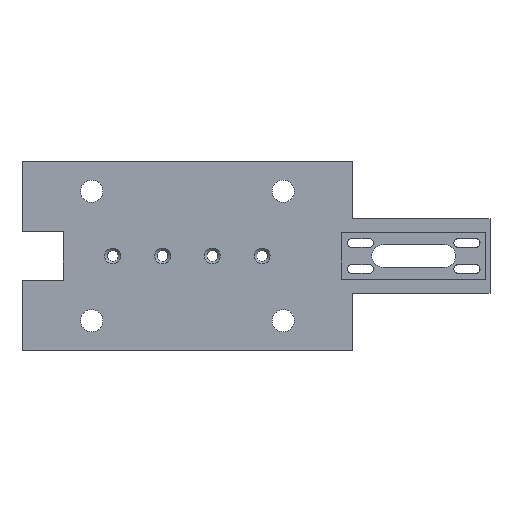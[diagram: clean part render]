
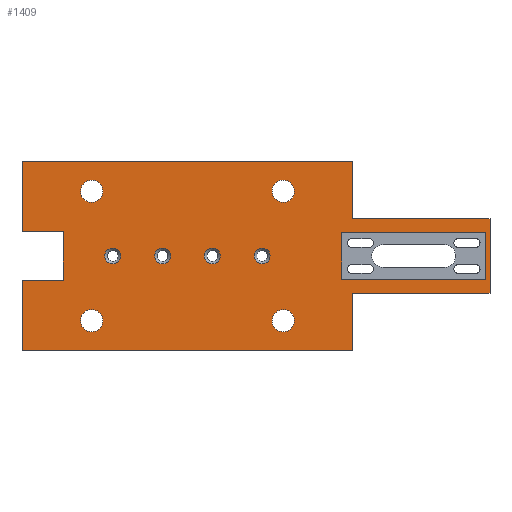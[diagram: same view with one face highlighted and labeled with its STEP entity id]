
A CAD part, top view. The second image highlights one B-rep face of the part: STEP entity #1409.
In plain terms, the highlighted planar face has unit normal (0, 0, 1).
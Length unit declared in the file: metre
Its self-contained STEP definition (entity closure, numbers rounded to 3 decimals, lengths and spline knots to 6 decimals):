
#38=CIRCLE('',#1500,0.0016);
#39=CIRCLE('',#1501,0.0016);
#40=CIRCLE('',#1502,0.0016);
#41=CIRCLE('',#1503,0.0016);
#42=CIRCLE('',#1504,0.00225);
#43=CIRCLE('',#1505,0.00225);
#44=CIRCLE('',#1506,0.00225);
#45=CIRCLE('',#1507,0.00225);
#118=ORIENTED_EDGE('',*,*,#506,.F.);
#119=ORIENTED_EDGE('',*,*,#507,.F.);
#120=ORIENTED_EDGE('',*,*,#508,.F.);
#121=ORIENTED_EDGE('',*,*,#509,.F.);
#122=ORIENTED_EDGE('',*,*,#510,.T.);
#123=ORIENTED_EDGE('',*,*,#511,.T.);
#124=ORIENTED_EDGE('',*,*,#512,.T.);
#125=ORIENTED_EDGE('',*,*,#513,.T.);
#126=ORIENTED_EDGE('',*,*,#514,.F.);
#127=ORIENTED_EDGE('',*,*,#515,.F.);
#128=ORIENTED_EDGE('',*,*,#516,.T.);
#129=ORIENTED_EDGE('',*,*,#517,.T.);
#130=ORIENTED_EDGE('',*,*,#518,.F.);
#131=ORIENTED_EDGE('',*,*,#503,.F.);
#132=ORIENTED_EDGE('',*,*,#519,.T.);
#133=ORIENTED_EDGE('',*,*,#520,.F.);
#134=ORIENTED_EDGE('',*,*,#521,.T.);
#135=ORIENTED_EDGE('',*,*,#522,.T.);
#136=ORIENTED_EDGE('',*,*,#523,.T.);
#137=ORIENTED_EDGE('',*,*,#496,.F.);
#138=ORIENTED_EDGE('',*,*,#524,.F.);
#139=ORIENTED_EDGE('',*,*,#525,.T.);
#140=ORIENTED_EDGE('',*,*,#526,.T.);
#141=ORIENTED_EDGE('',*,*,#527,.F.);
#496=EDGE_CURVE('',#689,#690,#830,.T.);
#503=EDGE_CURVE('',#696,#697,#837,.T.);
#506=EDGE_CURVE('',#698,#698,#38,.T.);
#507=EDGE_CURVE('',#699,#699,#39,.T.);
#508=EDGE_CURVE('',#700,#700,#40,.T.);
#509=EDGE_CURVE('',#701,#701,#41,.T.);
#510=EDGE_CURVE('',#702,#702,#42,.F.);
#511=EDGE_CURVE('',#703,#703,#43,.F.);
#512=EDGE_CURVE('',#704,#704,#44,.F.);
#513=EDGE_CURVE('',#705,#705,#45,.F.);
#514=EDGE_CURVE('',#706,#689,#840,.T.);
#515=EDGE_CURVE('',#707,#706,#841,.T.);
#516=EDGE_CURVE('',#707,#708,#842,.T.);
#517=EDGE_CURVE('',#708,#709,#843,.T.);
#518=EDGE_CURVE('',#697,#709,#844,.T.);
#519=EDGE_CURVE('',#696,#710,#845,.T.);
#520=EDGE_CURVE('',#711,#710,#846,.T.);
#521=EDGE_CURVE('',#711,#712,#847,.T.);
#522=EDGE_CURVE('',#712,#713,#848,.T.);
#523=EDGE_CURVE('',#713,#690,#849,.T.);
#524=EDGE_CURVE('',#714,#715,#850,.T.);
#525=EDGE_CURVE('',#714,#716,#851,.T.);
#526=EDGE_CURVE('',#716,#717,#852,.T.);
#527=EDGE_CURVE('',#715,#717,#853,.T.);
#689=VERTEX_POINT('',#2057);
#690=VERTEX_POINT('',#2059);
#696=VERTEX_POINT('',#2072);
#697=VERTEX_POINT('',#2074);
#698=VERTEX_POINT('',#2079);
#699=VERTEX_POINT('',#2081);
#700=VERTEX_POINT('',#2083);
#701=VERTEX_POINT('',#2085);
#702=VERTEX_POINT('',#2087);
#703=VERTEX_POINT('',#2089);
#704=VERTEX_POINT('',#2091);
#705=VERTEX_POINT('',#2093);
#706=VERTEX_POINT('',#2095);
#707=VERTEX_POINT('',#2097);
#708=VERTEX_POINT('',#2099);
#709=VERTEX_POINT('',#2101);
#710=VERTEX_POINT('',#2104);
#711=VERTEX_POINT('',#2106);
#712=VERTEX_POINT('',#2108);
#713=VERTEX_POINT('',#2110);
#714=VERTEX_POINT('',#2113);
#715=VERTEX_POINT('',#2114);
#716=VERTEX_POINT('',#2116);
#717=VERTEX_POINT('',#2118);
#830=LINE('',#2058,#982);
#837=LINE('',#2073,#989);
#840=LINE('',#2094,#992);
#841=LINE('',#2096,#993);
#842=LINE('',#2098,#994);
#843=LINE('',#2100,#995);
#844=LINE('',#2102,#996);
#845=LINE('',#2103,#997);
#846=LINE('',#2105,#998);
#847=LINE('',#2107,#999);
#848=LINE('',#2109,#1000);
#849=LINE('',#2111,#1001);
#850=LINE('',#2112,#1002);
#851=LINE('',#2115,#1003);
#852=LINE('',#2117,#1004);
#853=LINE('',#2119,#1005);
#982=VECTOR('',#1648,1.);
#989=VECTOR('',#1657,1.);
#992=VECTOR('',#1678,1.);
#993=VECTOR('',#1679,1.);
#994=VECTOR('',#1680,1.);
#995=VECTOR('',#1681,1.);
#996=VECTOR('',#1682,1.);
#997=VECTOR('',#1683,1.);
#998=VECTOR('',#1684,1.);
#999=VECTOR('',#1685,1.);
#1000=VECTOR('',#1686,1.);
#1001=VECTOR('',#1687,1.);
#1002=VECTOR('',#1688,1.);
#1003=VECTOR('',#1689,1.);
#1004=VECTOR('',#1690,1.);
#1005=VECTOR('',#1691,1.);
#1118=EDGE_LOOP('',(#118));
#1119=EDGE_LOOP('',(#119));
#1120=EDGE_LOOP('',(#120));
#1121=EDGE_LOOP('',(#121));
#1122=EDGE_LOOP('',(#122));
#1123=EDGE_LOOP('',(#123));
#1124=EDGE_LOOP('',(#124));
#1125=EDGE_LOOP('',(#125));
#1126=EDGE_LOOP('',(#126,#127,#128,#129,#130,#131,#132,#133,#134,#135,#136,
#137));
#1127=EDGE_LOOP('',(#138,#139,#140,#141));
#1238=FACE_BOUND('',#1118,.T.);
#1239=FACE_BOUND('',#1119,.T.);
#1240=FACE_BOUND('',#1120,.T.);
#1241=FACE_BOUND('',#1121,.T.);
#1242=FACE_BOUND('',#1122,.T.);
#1243=FACE_BOUND('',#1123,.T.);
#1244=FACE_BOUND('',#1124,.T.);
#1245=FACE_BOUND('',#1125,.T.);
#1246=FACE_BOUND('',#1126,.T.);
#1247=FACE_BOUND('',#1127,.T.);
#1358=PLANE('',#1499);
#1409=ADVANCED_FACE('',(#1238,#1239,#1240,#1241,#1242,#1243,#1244,#1245,
#1246,#1247),#1358,.T.);
#1499=AXIS2_PLACEMENT_3D('',#2077,#1660,#1661);
#1500=AXIS2_PLACEMENT_3D('',#2078,#1662,#1663);
#1501=AXIS2_PLACEMENT_3D('',#2080,#1664,#1665);
#1502=AXIS2_PLACEMENT_3D('',#2082,#1666,#1667);
#1503=AXIS2_PLACEMENT_3D('',#2084,#1668,#1669);
#1504=AXIS2_PLACEMENT_3D('',#2086,#1670,#1671);
#1505=AXIS2_PLACEMENT_3D('',#2088,#1672,#1673);
#1506=AXIS2_PLACEMENT_3D('',#2090,#1674,#1675);
#1507=AXIS2_PLACEMENT_3D('',#2092,#1676,#1677);
#1648=DIRECTION('',(-1.,0.,0.));
#1657=DIRECTION('',(1.,0.,0.));
#1660=DIRECTION('',(0.,0.,1.));
#1661=DIRECTION('',(-1.,0.,0.));
#1662=DIRECTION('',(0.,0.,1.));
#1663=DIRECTION('',(0.,-1.,0.));
#1664=DIRECTION('',(0.,0.,1.));
#1665=DIRECTION('',(0.,-1.,0.));
#1666=DIRECTION('',(0.,0.,1.));
#1667=DIRECTION('',(0.,-1.,0.));
#1668=DIRECTION('',(0.,0.,1.));
#1669=DIRECTION('',(0.,-1.,0.));
#1670=DIRECTION('',(0.,0.,1.));
#1671=DIRECTION('',(0.,-1.,0.));
#1672=DIRECTION('',(0.,0.,1.));
#1673=DIRECTION('',(0.,-1.,0.));
#1674=DIRECTION('',(0.,0.,1.));
#1675=DIRECTION('',(0.,-1.,0.));
#1676=DIRECTION('',(0.,0.,1.));
#1677=DIRECTION('',(0.,-1.,0.));
#1678=DIRECTION('',(0.,-1.,0.));
#1679=DIRECTION('',(-1.,0.,0.));
#1680=DIRECTION('',(0.,1.,0.));
#1681=DIRECTION('',(-1.,0.,0.));
#1682=DIRECTION('',(0.,-1.,0.));
#1683=DIRECTION('',(0.,-1.,0.));
#1684=DIRECTION('',(-1.,0.,0.));
#1685=DIRECTION('',(0.,-1.,0.));
#1686=DIRECTION('',(-1.,0.,0.));
#1687=DIRECTION('',(0.,-1.,0.));
#1688=DIRECTION('',(-1.,0.,0.));
#1689=DIRECTION('',(0.,-1.,0.));
#1690=DIRECTION('',(-1.,0.,0.));
#1691=DIRECTION('',(0.,-1.,0.));
#2057=CARTESIAN_POINT('',(0.03325,-0.019,0.026));
#2058=CARTESIAN_POINT('',(0.003825,-0.019,0.026));
#2059=CARTESIAN_POINT('',(-0.03325,-0.019,0.026));
#2072=CARTESIAN_POINT('',(-0.03325,0.019,0.026));
#2073=CARTESIAN_POINT('',(0.003825,0.019,0.026));
#2074=CARTESIAN_POINT('',(0.03325,0.019,0.026));
#2077=CARTESIAN_POINT('',(0.003825,0.,0.026));
#2078=CARTESIAN_POINT('',(0.015,0.,0.026));
#2079=CARTESIAN_POINT('',(0.015,-0.0016,0.026));
#2080=CARTESIAN_POINT('',(0.005,0.,0.026));
#2081=CARTESIAN_POINT('',(0.005,-0.0016,0.026));
#2082=CARTESIAN_POINT('',(-0.005,0.,0.026));
#2083=CARTESIAN_POINT('',(-0.005,-0.0016,0.026));
#2084=CARTESIAN_POINT('',(-0.015,0.,0.026));
#2085=CARTESIAN_POINT('',(-0.015,-0.0016,0.026));
#2086=CARTESIAN_POINT('',(-0.01925,-0.013,0.026));
#2087=CARTESIAN_POINT('',(-0.01925,-0.01525,0.026));
#2088=CARTESIAN_POINT('',(-0.01925,0.013,0.026));
#2089=CARTESIAN_POINT('',(-0.01925,0.01075,0.026));
#2090=CARTESIAN_POINT('',(0.01925,0.013,0.026));
#2091=CARTESIAN_POINT('',(0.01925,0.01075,0.026));
#2092=CARTESIAN_POINT('',(0.01925,-0.013,0.026));
#2093=CARTESIAN_POINT('',(0.01925,-0.01525,0.026));
#2094=CARTESIAN_POINT('',(0.03325,-0.011925,0.026));
#2095=CARTESIAN_POINT('',(0.03325,-0.0075,0.026));
#2096=CARTESIAN_POINT('',(0.04302,-0.0075,0.026));
#2097=CARTESIAN_POINT('',(0.060789,-0.0075,0.026));
#2098=CARTESIAN_POINT('',(0.060789,0.,0.026));
#2099=CARTESIAN_POINT('',(0.060789,0.0075,0.026));
#2100=CARTESIAN_POINT('',(0.04302,0.0075,0.026));
#2101=CARTESIAN_POINT('',(0.03325,0.0075,0.026));
#2102=CARTESIAN_POINT('',(0.03325,0.011925,0.026));
#2103=CARTESIAN_POINT('',(-0.03325,0.011925,0.026));
#2104=CARTESIAN_POINT('',(-0.03325,0.00485,0.026));
#2105=CARTESIAN_POINT('',(-0.02397,0.00485,0.026));
#2106=CARTESIAN_POINT('',(-0.025,0.00485,0.026));
#2107=CARTESIAN_POINT('',(-0.025,-0.01025,0.026));
#2108=CARTESIAN_POINT('',(-0.025,-0.00485,0.026));
#2109=CARTESIAN_POINT('',(-0.02397,-0.00485,0.026));
#2110=CARTESIAN_POINT('',(-0.03325,-0.00485,0.026));
#2111=CARTESIAN_POINT('',(-0.03325,-0.011925,0.026));
#2112=CARTESIAN_POINT('',(0.045464,0.004646,0.026));
#2113=CARTESIAN_POINT('',(0.059935,0.004646,0.026));
#2114=CARTESIAN_POINT('',(0.030994,0.004646,0.026));
#2115=CARTESIAN_POINT('',(0.059935,0.,0.026));
#2116=CARTESIAN_POINT('',(0.059935,-0.004646,0.026));
#2117=CARTESIAN_POINT('',(0.045464,-0.004646,0.026));
#2118=CARTESIAN_POINT('',(0.030994,-0.004646,0.026));
#2119=CARTESIAN_POINT('',(0.030994,0.,0.026));
